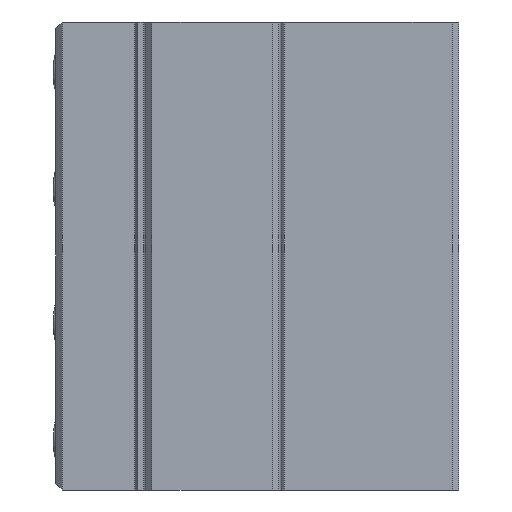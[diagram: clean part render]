
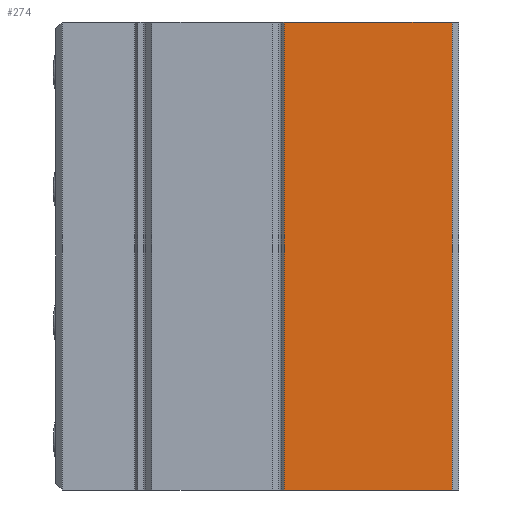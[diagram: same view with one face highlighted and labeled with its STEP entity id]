
A CAD part, left-side view. The second image highlights one B-rep face of the part: STEP entity #274.
In plain terms, the highlighted planar face has unit normal (-1, 0, 0).
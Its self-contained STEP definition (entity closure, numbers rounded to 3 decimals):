
#274=ADVANCED_FACE('',(#460),#384,.F.);
#384=PLANE('',#2082);
#460=FACE_OUTER_BOUND('',#570,.T.);
#570=EDGE_LOOP('',(#751,#752,#753,#754));
#751=ORIENTED_EDGE('',*,*,#1497,.T.);
#752=ORIENTED_EDGE('',*,*,#1498,.T.);
#753=ORIENTED_EDGE('',*,*,#1467,.F.);
#754=ORIENTED_EDGE('',*,*,#1496,.T.);
#1283=VERTEX_POINT('',#2872);
#1284=VERTEX_POINT('',#2874);
#1307=VERTEX_POINT('',#2930);
#1308=VERTEX_POINT('',#2934);
#1467=EDGE_CURVE('',#1283,#1284,#1745,.T.);
#1496=EDGE_CURVE('',#1283,#1307,#1772,.T.);
#1497=EDGE_CURVE('',#1307,#1308,#1773,.T.);
#1498=EDGE_CURVE('',#1308,#1284,#1774,.T.);
#1745=LINE('',#2873,#1916);
#1772=LINE('',#2931,#1943);
#1773=LINE('',#2933,#1944);
#1774=LINE('',#2935,#1945);
#1916=VECTOR('',#2305,1.);
#1943=VECTOR('',#2346,1.);
#1944=VECTOR('',#2349,1.);
#1945=VECTOR('',#2350,1.);
#2082=AXIS2_PLACEMENT_3D('',#2936,#2351,#2352);
#2305=DIRECTION('',(0.,-1.,0.));
#2346=DIRECTION('',(0.,0.,-1.));
#2349=DIRECTION('',(0.,-1.,0.));
#2350=DIRECTION('',(0.,0.,1.));
#2351=DIRECTION('',(1.,0.,0.));
#2352=DIRECTION('',(0.,-1.,0.));
#2872=CARTESIAN_POINT('',(49.,-1.621,177.8));
#2873=CARTESIAN_POINT('',(49.,-1.621,177.8));
#2874=CARTESIAN_POINT('',(49.,-65.423,177.8));
#2930=CARTESIAN_POINT('',(49.,-1.621,0.));
#2931=CARTESIAN_POINT('',(49.,-1.621,195.58));
#2933=CARTESIAN_POINT('',(49.,-1.621,0.));
#2934=CARTESIAN_POINT('',(49.,-65.423,0.));
#2935=CARTESIAN_POINT('',(49.,-65.423,195.58));
#2936=CARTESIAN_POINT('',(49.,-1.621,195.58));
